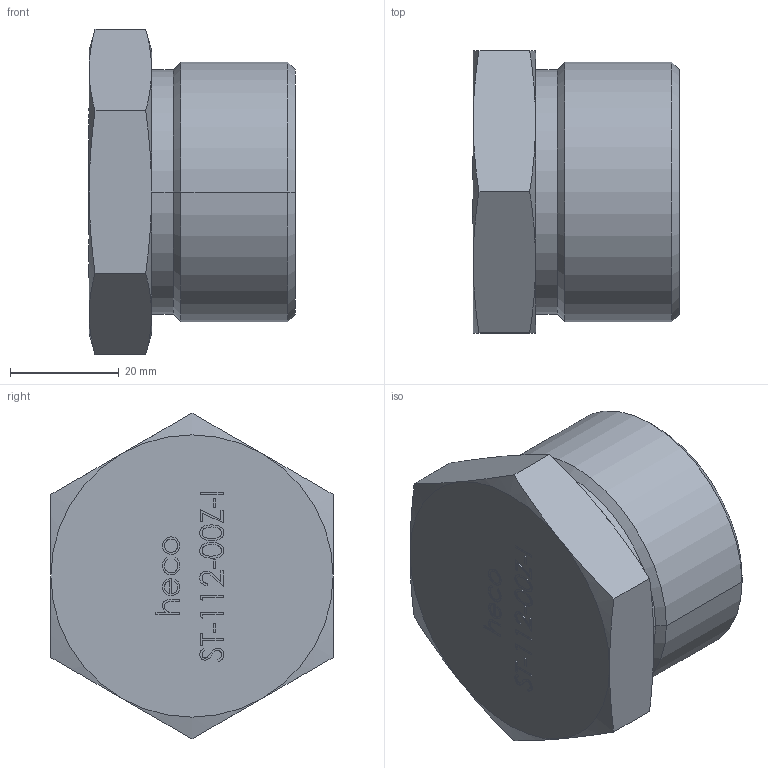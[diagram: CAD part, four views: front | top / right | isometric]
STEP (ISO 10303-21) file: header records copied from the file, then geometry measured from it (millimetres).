
FILE_DESCRIPTION (( 'STEP AP214' ), '1' );
FILE_NAME ('heco_ST-112-00Z-I.STEP', '2016-09-15T08:51:40', ( '' ), ( '' ), 'SwSTEP 2.0', 'SolidWorks 2016', '' );
FILE_SCHEMA (( 'AUTOMOTIVE_DESIGN' ));
Length unit declared in the file: millimetre
Products named in the file (1): heco_ST-112-00Z-I
Bounding box: 38.1 x 52 x 60.04 mm (x, y, z)
Volume: 40674.5 mm3; surface area: 14380.4 mm2
Topology: 1 solids, 1 shells, 191 faces, 483 edges, 316 vertices
Faces by surface type: plane 95, bspline 74, cone 16, cylinder 6
Entity records: 11498 total; most frequent: CARTESIAN_POINT 5721, ORIENTED_EDGE 966, DIRECTION 573, EDGE_CURVE 483, VERTEX_POINT 316, LINE 285, VECTOR 285, EDGE_LOOP 213
